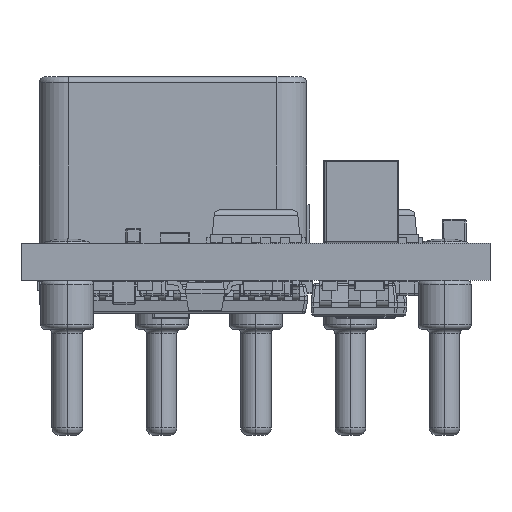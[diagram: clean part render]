
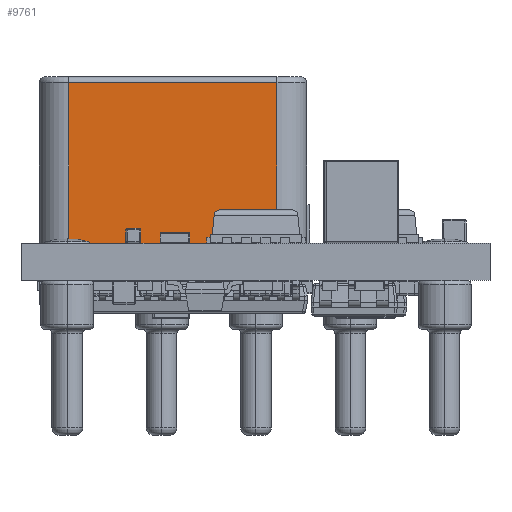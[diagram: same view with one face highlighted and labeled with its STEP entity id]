
A CAD part, left-side view. The second image highlights one B-rep face of the part: STEP entity #9761.
In plain terms, the highlighted face is planar.
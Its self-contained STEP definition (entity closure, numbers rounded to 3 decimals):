
#8655=DIRECTION('',(1.,0.,0.));
#8656=VECTOR('',#8655,7.);
#8657=CARTESIAN_POINT('',(-3.5,0.,5.25));
#8658=LINE('',#8657,#8656);
#9129=DIRECTION('',(1.,0.,0.));
#9130=VECTOR('',#9129,7.);
#9131=CARTESIAN_POINT('',(-3.5,5.4,5.25));
#9132=LINE('',#9131,#9130);
#9136=DIRECTION('',(0.,-1.,0.));
#9137=VECTOR('',#9136,5.4);
#9138=CARTESIAN_POINT('',(3.5,5.4,5.25));
#9139=LINE('',#9138,#9137);
#9143=DIRECTION('',(0.,-1.,0.));
#9144=VECTOR('',#9143,5.4);
#9145=CARTESIAN_POINT('',(-3.5,5.4,5.25));
#9146=LINE('',#9145,#9144);
#9273=CARTESIAN_POINT('',(-3.5,0.,5.25));
#9275=VERTEX_POINT('',#9273);
#9278=CARTESIAN_POINT('',(3.5,0.,5.25));
#9280=VERTEX_POINT('',#9278);
#9293=CARTESIAN_POINT('',(3.5,5.4,5.25));
#9295=VERTEX_POINT('',#9293);
#9319=CARTESIAN_POINT('',(-3.5,5.4,5.25));
#9320=VERTEX_POINT('',#9319);
#9749=CARTESIAN_POINT('',(-4.5,0.,5.25));
#9750=DIRECTION('',(0.,0.,1.));
#9751=DIRECTION('',(1.,0.,0.));
#9752=AXIS2_PLACEMENT_3D('',#9749,#9750,#9751);
#9753=PLANE('',#9752);
#9754=ORIENTED_EDGE('',*,*,#9742,.T.);
#9755=ORIENTED_EDGE('',*,*,#9686,.T.);
#9756=ORIENTED_EDGE('',*,*,#9396,.F.);
#9758=ORIENTED_EDGE('',*,*,#9757,.F.);
#9759=EDGE_LOOP('',(#9754,#9755,#9756,#9758));
#9760=FACE_OUTER_BOUND('',#9759,.F.);
#9761=ADVANCED_FACE('',(#9760),#9753,.T.);
#9396=EDGE_CURVE('',#9275,#9280,#8658,.T.);
#9686=EDGE_CURVE('',#9295,#9280,#9139,.T.);
#9742=EDGE_CURVE('',#9320,#9295,#9132,.T.);
#9757=EDGE_CURVE('',#9320,#9275,#9146,.T.);
